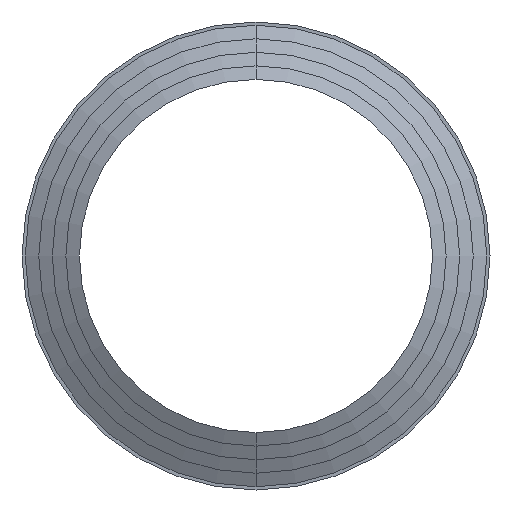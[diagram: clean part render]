
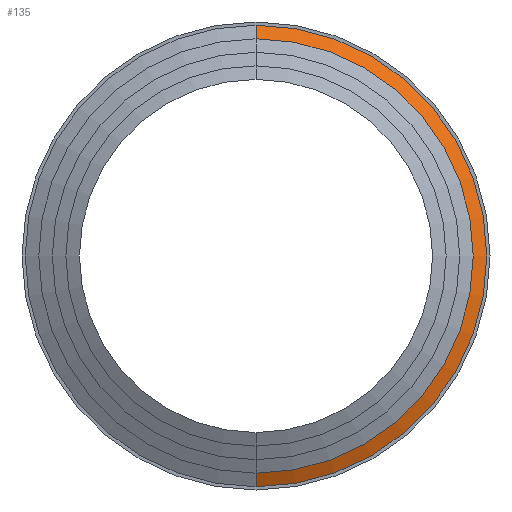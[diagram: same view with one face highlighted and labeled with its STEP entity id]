
A CAD part, front view. The second image highlights one B-rep face of the part: STEP entity #135.
In plain terms, the highlighted conical face has half-angle 63.211 degrees and reference radius 36.119 mm.
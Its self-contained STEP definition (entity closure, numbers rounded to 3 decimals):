
#18 = CIRCLE ( 'NONE', #1805, 35.394 ) ;
#42 = EDGE_CURVE ( 'NONE', #983, #97, #1367, .T. ) ;
#79 = DIRECTION ( 'NONE',  ( 0., 1., 0. ) ) ;
#97 = VERTEX_POINT ( 'NONE', #1006 ) ;
#109 = DIRECTION ( 'NONE',  ( 0., 0.451, -0.893 ) ) ;
#128 = AXIS2_PLACEMENT_3D ( 'NONE', #314, #154, #867 ) ;
#135 = ADVANCED_FACE ( 'NONE', ( #292 ), #1510, .T. ) ;
#154 = DIRECTION ( 'NONE',  ( 0., 1., 0. ) ) ;
#156 = VECTOR ( 'NONE', #1026, 1000. ) ;
#292 = FACE_OUTER_BOUND ( 'NONE', #953, .T. ) ;
#314 = CARTESIAN_POINT ( 'NONE',  ( 0., 2.254, 0. ) ) ;
#439 = CARTESIAN_POINT ( 'NONE',  ( 0., 1.887, 35.394 ) ) ;
#493 = DIRECTION ( 'NONE',  ( 0., 0., 1. ) ) ;
#520 = CARTESIAN_POINT ( 'NONE',  ( 0., 2.254, -36.119 ) ) ;
#684 = EDGE_CURVE ( 'NONE', #1662, #1516, #1320, .T. ) ;
#800 = VECTOR ( 'NONE', #109, 1000. ) ;
#864 = CARTESIAN_POINT ( 'NONE',  ( 0., 0.839, -33.316 ) ) ;
#867 = DIRECTION ( 'NONE',  ( 0., 0., 1. ) ) ;
#953 = EDGE_LOOP ( 'NONE', ( #1007, #994, #1563, #1056 ) ) ;
#983 = VERTEX_POINT ( 'NONE', #864 ) ;
#994 = ORIENTED_EDGE ( 'NONE', *, *, #42, .T. ) ;
#1006 = CARTESIAN_POINT ( 'NONE',  ( 0., 1.887, -35.394 ) ) ;
#1007 = ORIENTED_EDGE ( 'NONE', *, *, #1602, .T. ) ;
#1026 = DIRECTION ( 'NONE',  ( 0., 0.451, 0.893 ) ) ;
#1056 = ORIENTED_EDGE ( 'NONE', *, *, #684, .F. ) ;
#1169 = CARTESIAN_POINT ( 'NONE',  ( 0., 0.839, 33.316 ) ) ;
#1180 = DIRECTION ( 'NONE',  ( 0., 1., 0. ) ) ;
#1305 = CARTESIAN_POINT ( 'NONE',  ( 0., 2.254, 36.119 ) ) ;
#1320 = LINE ( 'NONE', #1305, #156 ) ;
#1367 = LINE ( 'NONE', #520, #800 ) ;
#1375 = AXIS2_PLACEMENT_3D ( 'NONE', #1615, #1180, #1596 ) ;
#1510 = CONICAL_SURFACE ( 'NONE', #128, 36.119, 1.103 ) ;
#1516 = VERTEX_POINT ( 'NONE', #439 ) ;
#1563 = ORIENTED_EDGE ( 'NONE', *, *, #1684, .F. ) ;
#1596 = DIRECTION ( 'NONE',  ( 0., 0., 1. ) ) ;
#1602 = EDGE_CURVE ( 'NONE', #1662, #983, #1675, .T. ) ;
#1615 = CARTESIAN_POINT ( 'NONE',  ( 0., 0.839, 0. ) ) ;
#1662 = VERTEX_POINT ( 'NONE', #1169 ) ;
#1675 = CIRCLE ( 'NONE', #1375, 33.316 ) ;
#1684 = EDGE_CURVE ( 'NONE', #1516, #97, #18, .T. ) ;
#1729 = CARTESIAN_POINT ( 'NONE',  ( 0., 1.887, 0. ) ) ;
#1805 = AXIS2_PLACEMENT_3D ( 'NONE', #1729, #79, #493 ) ;
